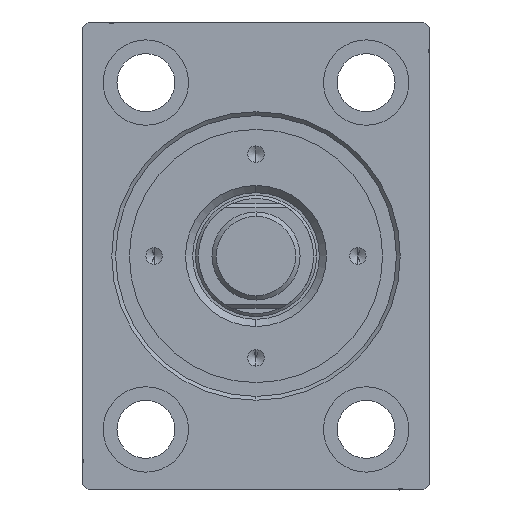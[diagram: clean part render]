
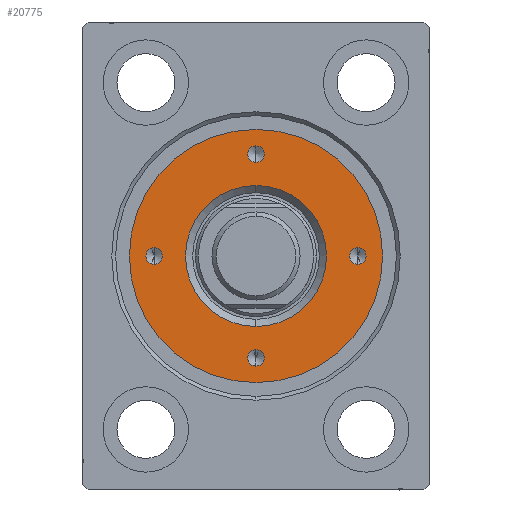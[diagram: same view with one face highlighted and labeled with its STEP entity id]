
A CAD part, left-side view. The second image highlights one B-rep face of the part: STEP entity #20775.
In plain terms, the highlighted face is planar.
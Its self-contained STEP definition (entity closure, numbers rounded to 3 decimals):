
#142 = ORIENTED_EDGE ( 'NONE', *, *, #15571, .F. ) ;
#239 = DIRECTION ( 'NONE',  ( 0., 0., 1. ) ) ;
#309 = EDGE_LOOP ( 'NONE', ( #19776, #16709 ) ) ;
#310 = EDGE_LOOP ( 'NONE', ( #2353, #10328 ) ) ;
#837 = EDGE_LOOP ( 'NONE', ( #8995, #142 ) ) ;
#2112 = VERTEX_POINT ( 'NONE', #24715 ) ;
#2353 = ORIENTED_EDGE ( 'NONE', *, *, #39264, .F. ) ;
#2880 = CARTESIAN_POINT ( 'NONE',  ( 0., 0., 11.8 ) ) ;
#3103 = DIRECTION ( 'NONE',  ( 0., 0., 1. ) ) ;
#3321 = PLANE ( 'NONE',  #15095 ) ;
#3832 = DIRECTION ( 'NONE',  ( 0., 0., 1. ) ) ;
#4048 = CARTESIAN_POINT ( 'NONE',  ( 0., 0., 11.8 ) ) ;
#4860 = AXIS2_PLACEMENT_3D ( 'NONE', #4048, #21368, #17767 ) ;
#5716 = CIRCLE ( 'NONE', #17922, 1.5 ) ;
#6396 = CARTESIAN_POINT ( 'NONE',  ( -18.5, 0., 11.8 ) ) ;
#6547 = DIRECTION ( 'NONE',  ( 1., 0., 0. ) ) ;
#7208 = VERTEX_POINT ( 'NONE', #27678 ) ;
#7848 = ORIENTED_EDGE ( 'NONE', *, *, #33859, .T. ) ;
#8995 = ORIENTED_EDGE ( 'NONE', *, *, #30101, .F. ) ;
#9058 = VERTEX_POINT ( 'NONE', #19175 ) ;
#9296 = AXIS2_PLACEMENT_3D ( 'NONE', #14722, #17872, #24845 ) ;
#10080 = CARTESIAN_POINT ( 'NONE',  ( -18.5, 0., 11.8 ) ) ;
#10328 = ORIENTED_EDGE ( 'NONE', *, *, #20910, .F. ) ;
#10510 = DIRECTION ( 'NONE',  ( 0., 0., 1. ) ) ;
#10780 = CARTESIAN_POINT ( 'NONE',  ( 1.5, -18.5, 11.8 ) ) ;
#11370 = ORIENTED_EDGE ( 'NONE', *, *, #31282, .T. ) ;
#11689 = DIRECTION ( 'NONE',  ( 0., 0., 1. ) ) ;
#12779 = EDGE_CURVE ( 'NONE', #2112, #34065, #20021, .T. ) ;
#13295 = CARTESIAN_POINT ( 'NONE',  ( -1.5, -18.5, 11.8 ) ) ;
#13403 = CARTESIAN_POINT ( 'NONE',  ( 23., 0., 11.8 ) ) ;
#13612 = EDGE_CURVE ( 'NONE', #34065, #2112, #40909, .T. ) ;
#13643 = CARTESIAN_POINT ( 'NONE',  ( -17., 0., 11.8 ) ) ;
#14288 = ORIENTED_EDGE ( 'NONE', *, *, #44057, .T. ) ;
#14409 = CARTESIAN_POINT ( 'NONE',  ( 0., 0., 11.8 ) ) ;
#14722 = CARTESIAN_POINT ( 'NONE',  ( 0., 0., 11.8 ) ) ;
#14881 = CIRCLE ( 'NONE', #35728, 1.5 ) ;
#14967 = DIRECTION ( 'NONE',  ( 0., 0., -1. ) ) ;
#15095 = AXIS2_PLACEMENT_3D ( 'NONE', #2880, #17039, #30320 ) ;
#15099 = DIRECTION ( 'NONE',  ( 0., 0., 1. ) ) ;
#15571 = EDGE_CURVE ( 'NONE', #41171, #29697, #37340, .T. ) ;
#15797 = AXIS2_PLACEMENT_3D ( 'NONE', #10080, #3103, #24013 ) ;
#15801 = DIRECTION ( 'NONE',  ( 0., 0., 1. ) ) ;
#16709 = ORIENTED_EDGE ( 'NONE', *, *, #35871, .F. ) ;
#17039 = DIRECTION ( 'NONE',  ( 0., 0., 1. ) ) ;
#17323 = DIRECTION ( 'NONE',  ( 1., 0., 0. ) ) ;
#17334 = CARTESIAN_POINT ( 'NONE',  ( 0., 18.5, 11.8 ) ) ;
#17767 = DIRECTION ( 'NONE',  ( 1., 0., 0. ) ) ;
#17872 = DIRECTION ( 'NONE',  ( 0., 0., -1. ) ) ;
#17922 = AXIS2_PLACEMENT_3D ( 'NONE', #40093, #15801, #30391 ) ;
#18195 = ORIENTED_EDGE ( 'NONE', *, *, #19508, .T. ) ;
#18331 = DIRECTION ( 'NONE',  ( 1., 0., 0. ) ) ;
#18568 = CIRCLE ( 'NONE', #24313, 23. ) ;
#18660 = FACE_BOUND ( 'NONE', #32429, .T. ) ;
#19175 = CARTESIAN_POINT ( 'NONE',  ( 1.5, 18.5, 11.8 ) ) ;
#19508 = EDGE_CURVE ( 'NONE', #7208, #31493, #28705, .T. ) ;
#19776 = ORIENTED_EDGE ( 'NONE', *, *, #30224, .F. ) ;
#20021 = CIRCLE ( 'NONE', #32239, 1.5 ) ;
#20118 = DIRECTION ( 'NONE',  ( 0., 0., 1. ) ) ;
#20414 = CARTESIAN_POINT ( 'NONE',  ( 17., 0., 11.8 ) ) ;
#20775 = ADVANCED_FACE ( 'NONE', ( #22030, #35763, #18660, #32391, #22252, #37530 ), #3321, .T. ) ;
#20866 = CARTESIAN_POINT ( 'NONE',  ( -12.8, 0., 11.8 ) ) ;
#20910 = EDGE_CURVE ( 'NONE', #36731, #25469, #38085, .T. ) ;
#21368 = DIRECTION ( 'NONE',  ( 0., 0., 1. ) ) ;
#22030 = FACE_BOUND ( 'NONE', #837, .T. ) ;
#22252 = FACE_BOUND ( 'NONE', #43120, .T. ) ;
#22330 = CIRCLE ( 'NONE', #38875, 1.5 ) ;
#22581 = DIRECTION ( 'NONE',  ( 0., 0., 1. ) ) ;
#22667 = VERTEX_POINT ( 'NONE', #43440 ) ;
#22707 = CARTESIAN_POINT ( 'NONE',  ( 0., -18.5, 11.8 ) ) ;
#24013 = DIRECTION ( 'NONE',  ( 1., 0., 0. ) ) ;
#24313 = AXIS2_PLACEMENT_3D ( 'NONE', #14409, #3832, #17323 ) ;
#24715 = CARTESIAN_POINT ( 'NONE',  ( 20., 0., 11.8 ) ) ;
#24845 = DIRECTION ( 'NONE',  ( 1., 0., 0. ) ) ;
#24849 = DIRECTION ( 'NONE',  ( 1., 0., 0. ) ) ;
#25303 = CARTESIAN_POINT ( 'NONE',  ( 0., -18.5, 11.8 ) ) ;
#25469 = VERTEX_POINT ( 'NONE', #10780 ) ;
#25546 = VERTEX_POINT ( 'NONE', #38677 ) ;
#27435 = CARTESIAN_POINT ( 'NONE',  ( -20., 0., 11.8 ) ) ;
#27678 = CARTESIAN_POINT ( 'NONE',  ( 12.8, 0., 11.8 ) ) ;
#28191 = ORIENTED_EDGE ( 'NONE', *, *, #13612, .F. ) ;
#28705 = CIRCLE ( 'NONE', #9296, 12.8 ) ;
#28822 = AXIS2_PLACEMENT_3D ( 'NONE', #28915, #14967, #18331 ) ;
#28878 = VERTEX_POINT ( 'NONE', #13403 ) ;
#28915 = CARTESIAN_POINT ( 'NONE',  ( 0., 0., 11.8 ) ) ;
#29697 = VERTEX_POINT ( 'NONE', #13643 ) ;
#30101 = EDGE_CURVE ( 'NONE', #29697, #41171, #14881, .T. ) ;
#30167 = AXIS2_PLACEMENT_3D ( 'NONE', #25303, #10510, #24849 ) ;
#30224 = EDGE_CURVE ( 'NONE', #9058, #25546, #37162, .T. ) ;
#30320 = DIRECTION ( 'NONE',  ( 1., 0., 0. ) ) ;
#30391 = DIRECTION ( 'NONE',  ( 1., 0., 0. ) ) ;
#31282 = EDGE_CURVE ( 'NONE', #28878, #22667, #37905, .T. ) ;
#31493 = VERTEX_POINT ( 'NONE', #20866 ) ;
#32239 = AXIS2_PLACEMENT_3D ( 'NONE', #39135, #11689, #42524 ) ;
#32391 = FACE_BOUND ( 'NONE', #310, .T. ) ;
#32429 = EDGE_LOOP ( 'NONE', ( #41463, #28191 ) ) ;
#33156 = CARTESIAN_POINT ( 'NONE',  ( 18.5, 0., 11.8 ) ) ;
#33846 = DIRECTION ( 'NONE',  ( 1., 0., 0. ) ) ;
#33859 = EDGE_CURVE ( 'NONE', #22667, #28878, #18568, .T. ) ;
#34065 = VERTEX_POINT ( 'NONE', #20414 ) ;
#35728 = AXIS2_PLACEMENT_3D ( 'NONE', #6396, #20118, #33846 ) ;
#35763 = FACE_BOUND ( 'NONE', #309, .T. ) ;
#35871 = EDGE_CURVE ( 'NONE', #25546, #9058, #5716, .T. ) ;
#35934 = EDGE_LOOP ( 'NONE', ( #7848, #11370 ) ) ;
#36226 = DIRECTION ( 'NONE',  ( 1., 0., 0. ) ) ;
#36314 = DIRECTION ( 'NONE',  ( 1., 0., 0. ) ) ;
#36731 = VERTEX_POINT ( 'NONE', #13295 ) ;
#37162 = CIRCLE ( 'NONE', #41475, 1.5 ) ;
#37340 = CIRCLE ( 'NONE', #15797, 1.5 ) ;
#37530 = FACE_OUTER_BOUND ( 'NONE', #35934, .T. ) ;
#37905 = CIRCLE ( 'NONE', #4860, 23. ) ;
#38022 = AXIS2_PLACEMENT_3D ( 'NONE', #33156, #22581, #36314 ) ;
#38085 = CIRCLE ( 'NONE', #30167, 1.5 ) ;
#38677 = CARTESIAN_POINT ( 'NONE',  ( -1.5, 18.5, 11.8 ) ) ;
#38875 = AXIS2_PLACEMENT_3D ( 'NONE', #22707, #15099, #36226 ) ;
#39135 = CARTESIAN_POINT ( 'NONE',  ( 18.5, 0., 11.8 ) ) ;
#39264 = EDGE_CURVE ( 'NONE', #25469, #36731, #22330, .T. ) ;
#40093 = CARTESIAN_POINT ( 'NONE',  ( 0., 18.5, 11.8 ) ) ;
#40909 = CIRCLE ( 'NONE', #38022, 1.5 ) ;
#41171 = VERTEX_POINT ( 'NONE', #27435 ) ;
#41463 = ORIENTED_EDGE ( 'NONE', *, *, #12779, .F. ) ;
#41475 = AXIS2_PLACEMENT_3D ( 'NONE', #17334, #239, #6547 ) ;
#42524 = DIRECTION ( 'NONE',  ( 1., 0., 0. ) ) ;
#43120 = EDGE_LOOP ( 'NONE', ( #18195, #14288 ) ) ;
#43440 = CARTESIAN_POINT ( 'NONE',  ( -23., 0., 11.8 ) ) ;
#43858 = CIRCLE ( 'NONE', #28822, 12.8 ) ;
#44057 = EDGE_CURVE ( 'NONE', #31493, #7208, #43858, .T. ) ;
